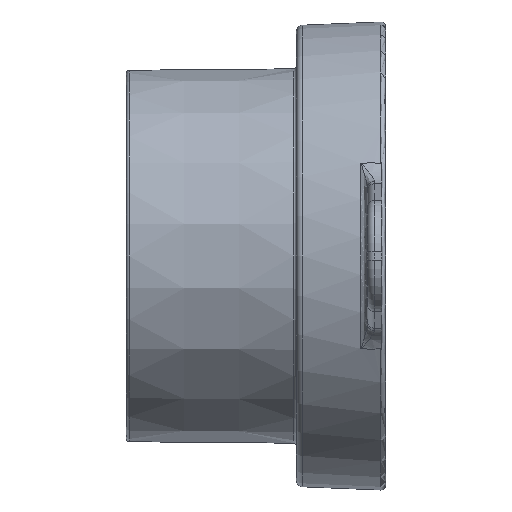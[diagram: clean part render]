
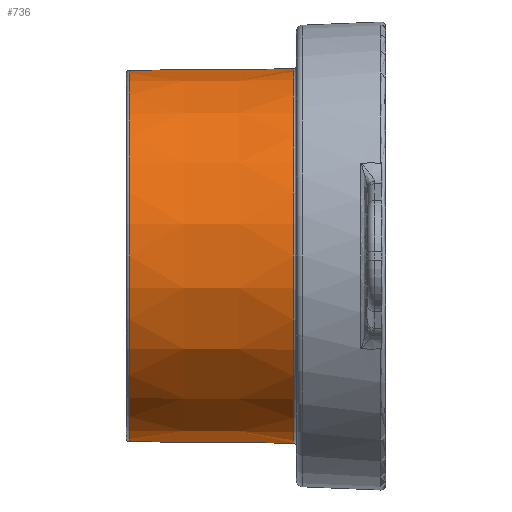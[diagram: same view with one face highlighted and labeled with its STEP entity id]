
A CAD part, left-side view. The second image highlights one B-rep face of the part: STEP entity #736.
In plain terms, the highlighted conical face has half-angle 0.5 degrees and reference radius 31.593 mm.
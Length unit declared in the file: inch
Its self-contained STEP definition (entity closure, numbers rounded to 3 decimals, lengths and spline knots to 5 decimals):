
#1 = VERTEX_POINT ( 'NONE', #1014 ) ;
#11 = EDGE_CURVE ( 'NONE', #358, #1, #997, .T. ) ;
#16 = EDGE_CURVE ( 'NONE', #1, #361, #1051, .T. ) ;
#292 = VERTEX_POINT ( 'NONE', #1510 ) ;
#358 = VERTEX_POINT ( 'NONE', #1621 ) ;
#360 = EDGE_CURVE ( 'NONE', #292, #361, #1620, .T. ) ;
#361 = VERTEX_POINT ( 'NONE', #1616 ) ;
#564 = EDGE_CURVE ( 'NONE', #358, #292, #2080, .T. ) ;
#736 = ADVANCED_FACE ( 'NONE', ( #2372 ), #2367, .T. ) ;
#737 = EDGE_LOOP ( 'NONE', ( #738, #739, #794, #795 ) ) ;
#738 = ORIENTED_EDGE ( 'NONE', *, *, #360, .F. ) ;
#739 = ORIENTED_EDGE ( 'NONE', *, *, #564, .F. ) ;
#794 = ORIENTED_EDGE ( 'NONE', *, *, #11, .T. ) ;
#795 = ORIENTED_EDGE ( 'NONE', *, *, #16, .T. ) ;
#997 = LINE ( 'NONE', #1062, #1061 ) ;
#1014 = CARTESIAN_POINT ( 'NONE',  ( 0., 0.10594, -1.24382 ) ) ;
#1048 = DIRECTION ( 'NONE',  ( 0., 0., 1. ) ) ;
#1049 = DIRECTION ( 'NONE',  ( 0., 1., 0. ) ) ;
#1050 = AXIS2_PLACEMENT_3D ( 'NONE', #1056, #1049, #1048 ) ;
#1051 = CIRCLE ( 'NONE', #1050, 1.24382 ) ;
#1056 = CARTESIAN_POINT ( 'NONE',  ( 0., 0.10594, 0. ) ) ;
#1060 = DIRECTION ( 'NONE',  ( 0., -1., -0.009 ) ) ;
#1061 = VECTOR ( 'NONE', #1060, 39.37008 ) ;
#1062 = CARTESIAN_POINT ( 'NONE',  ( 0., 0.10594, -1.24382 ) ) ;
#1510 = CARTESIAN_POINT ( 'NONE',  ( 0., 1.19818, 1.23428 ) ) ;
#1616 = CARTESIAN_POINT ( 'NONE',  ( 0., 0.10594, 1.24382 ) ) ;
#1617 = DIRECTION ( 'NONE',  ( 0., -1., 0.009 ) ) ;
#1618 = VECTOR ( 'NONE', #1617, 39.37008 ) ;
#1619 = CARTESIAN_POINT ( 'NONE',  ( 0., 0.10594, 1.24382 ) ) ;
#1620 = LINE ( 'NONE', #1619, #1618 ) ;
#1621 = CARTESIAN_POINT ( 'NONE',  ( 0., 1.19818, -1.23428 ) ) ;
#2076 = DIRECTION ( 'NONE',  ( 0., 0., 1. ) ) ;
#2077 = DIRECTION ( 'NONE',  ( 0., 1., 0. ) ) ;
#2078 = CARTESIAN_POINT ( 'NONE',  ( 0., 1.19818, 0. ) ) ;
#2079 = AXIS2_PLACEMENT_3D ( 'NONE', #2078, #2077, #2076 ) ;
#2080 = CIRCLE ( 'NONE', #2079, 1.23428 ) ;
#2362 = DIRECTION ( 'NONE',  ( 0., 0., -1. ) ) ;
#2363 = DIRECTION ( 'NONE',  ( 0., -1., 0. ) ) ;
#2364 = CARTESIAN_POINT ( 'NONE',  ( 0., 0.10594, 0. ) ) ;
#2365 = AXIS2_PLACEMENT_3D ( 'NONE', #2364, #2363, #2362 ) ;
#2367 = CONICAL_SURFACE ( 'NONE', #2365, 1.24382, 0.009 ) ;
#2372 = FACE_OUTER_BOUND ( 'NONE', #737, .T. ) ;
